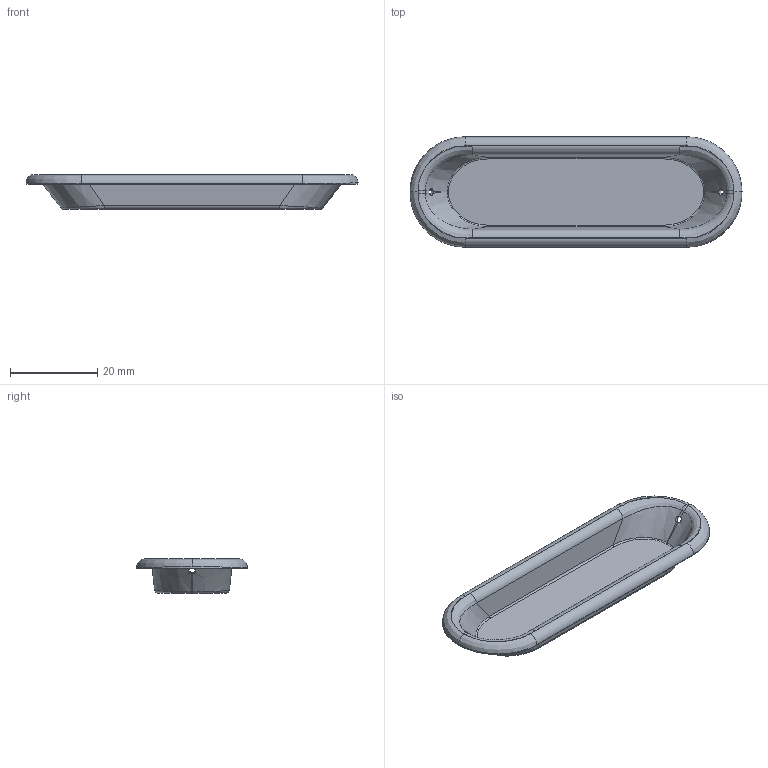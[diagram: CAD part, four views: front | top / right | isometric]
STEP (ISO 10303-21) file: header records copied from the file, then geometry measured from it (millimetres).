
FILE_DESCRIPTION(('Creo Elements/Direct Modeling STEP Export'),'2;1');
FILE_NAME('1870-76.stp','2024-04-29T 8:31:08',(''),(''),'Creo Elements/Direct Modeling STEP processor for AP214 (Solid Model)','Creo Elements/Direct Modeling 20.0 12-Nov-2016 (C) Parametric Technology GmbH','');
FILE_SCHEMA(('AUTOMOTIVE_DESIGN { 1 0 10303 214 1 1 1 1 }'));
Length unit declared in the file: millimetre
Products named in the file (1): 1870-76
Bounding box: 76 x 25.3 x 8 mm (x, y, z)
Volume: 1598.9 mm3; surface area: 5544.7 mm2
Topology: 1 solids, 1 shells, 82 faces, 206 edges, 124 vertices
Faces by surface type: cylinder 28, plane 24, bspline 20, cone 8, torus 2
Entity records: 10415 total; most frequent: CARTESIAN_POINT 8762, ORIENTED_EDGE 412, DIRECTION 240, EDGE_CURVE 206, VERTEX_POINT 124, EDGE_LOOP 84, AXIS2_PLACEMENT_3D 84, FACE_OUTER_BOUND 82
